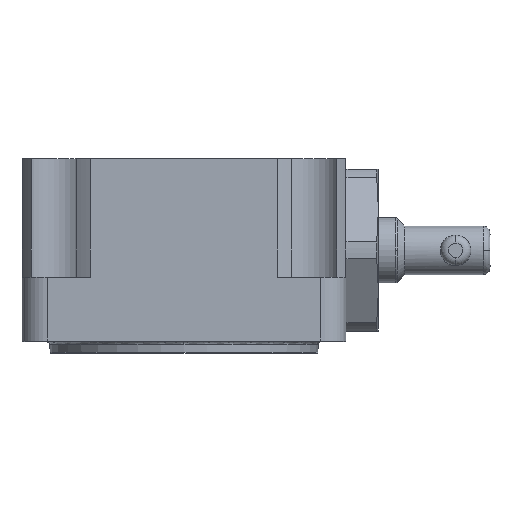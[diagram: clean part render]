
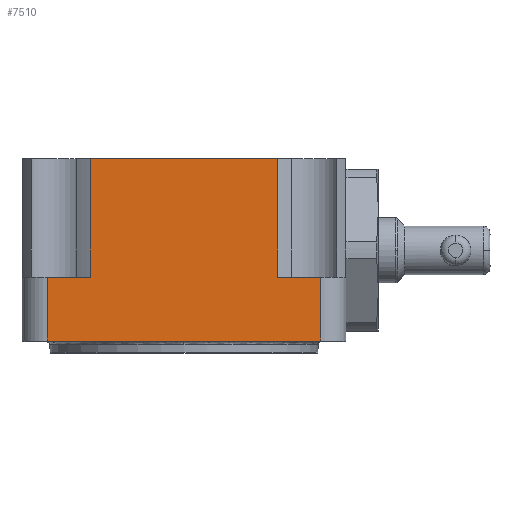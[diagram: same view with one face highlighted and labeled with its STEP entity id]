
A CAD part, left-side view. The second image highlights one B-rep face of the part: STEP entity #7510.
In plain terms, the highlighted planar face has unit normal (-1, 0, 0).
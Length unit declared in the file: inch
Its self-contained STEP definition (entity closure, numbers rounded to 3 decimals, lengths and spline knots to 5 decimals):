
#66 = VERTEX_POINT ( 'NONE', #6482 ) ;
#135 = EDGE_CURVE ( 'NONE', #405, #2422, #5889, .T. ) ;
#184 = VECTOR ( 'NONE', #1166, 39.37008 ) ;
#361 = CARTESIAN_POINT ( 'NONE',  ( -1., 0.844, 0.4 ) ) ;
#375 = VECTOR ( 'NONE', #2953, 39.37008 ) ;
#405 = VERTEX_POINT ( 'NONE', #6738 ) ;
#684 = EDGE_CURVE ( 'NONE', #7430, #66, #5762, .T. ) ;
#793 = VECTOR ( 'NONE', #3813, 39.37008 ) ;
#831 = CARTESIAN_POINT ( 'NONE',  ( -1., 0.57735, 1.13 ) ) ;
#1166 = DIRECTION ( 'NONE',  ( 0., 1., 0. ) ) ;
#1324 = LINE ( 'NONE', #8906, #8367 ) ;
#1411 = DIRECTION ( 'NONE',  ( 0., 0., 1. ) ) ;
#1429 = EDGE_CURVE ( 'NONE', #4149, #405, #1324, .T. ) ;
#1467 = LINE ( 'NONE', #2120, #2128 ) ;
#1496 = VECTOR ( 'NONE', #6732, 39.37008 ) ;
#1651 = VERTEX_POINT ( 'NONE', #2320 ) ;
#1822 = ORIENTED_EDGE ( 'NONE', *, *, #1429, .T. ) ;
#2028 = ORIENTED_EDGE ( 'NONE', *, *, #6921, .F. ) ;
#2055 = CARTESIAN_POINT ( 'NONE',  ( -1., 0.57735, 0.4 ) ) ;
#2120 = CARTESIAN_POINT ( 'NONE',  ( -1., -0.57735, 34.05 ) ) ;
#2128 = VECTOR ( 'NONE', #4484, 39.37008 ) ;
#2129 = EDGE_LOOP ( 'NONE', ( #7057, #5378, #9358, #8414, #7154, #1822, #4981, #2028 ) ) ;
#2212 = LINE ( 'NONE', #831, #375 ) ;
#2320 = CARTESIAN_POINT ( 'NONE',  ( -1., 0.844, 0.005 ) ) ;
#2422 = VERTEX_POINT ( 'NONE', #7603 ) ;
#2540 = LINE ( 'NONE', #361, #6794 ) ;
#2943 = LINE ( 'NONE', #6547, #1496 ) ;
#2953 = DIRECTION ( 'NONE',  ( 0., -1., 0. ) ) ;
#3001 = CARTESIAN_POINT ( 'NONE',  ( -1., -0.844, 0.005 ) ) ;
#3046 = DIRECTION ( 'NONE',  ( -1., 0., 0. ) ) ;
#3088 = AXIS2_PLACEMENT_3D ( 'NONE', #8349, #3046, #7615 ) ;
#3214 = VERTEX_POINT ( 'NONE', #4868 ) ;
#3375 = DIRECTION ( 'NONE',  ( 0., 0., -1. ) ) ;
#3596 = EDGE_CURVE ( 'NONE', #66, #1651, #2540, .T. ) ;
#3813 = DIRECTION ( 'NONE',  ( 0., 1., 0. ) ) ;
#3837 = EDGE_CURVE ( 'NONE', #1651, #4149, #6640, .T. ) ;
#4149 = VERTEX_POINT ( 'NONE', #3001 ) ;
#4381 = CARTESIAN_POINT ( 'NONE',  ( -1., 0.844, 0.005 ) ) ;
#4484 = DIRECTION ( 'NONE',  ( 0., 0., -1. ) ) ;
#4673 = FACE_OUTER_BOUND ( 'NONE', #2129, .T. ) ;
#4763 = VECTOR ( 'NONE', #9542, 39.37008 ) ;
#4868 = CARTESIAN_POINT ( 'NONE',  ( -1., 0.57735, 1.13 ) ) ;
#4981 = ORIENTED_EDGE ( 'NONE', *, *, #135, .T. ) ;
#5378 = ORIENTED_EDGE ( 'NONE', *, *, #7365, .T. ) ;
#5756 = CARTESIAN_POINT ( 'NONE',  ( -1., -0.57735, 1.13 ) ) ;
#5762 = LINE ( 'NONE', #2055, #184 ) ;
#5889 = LINE ( 'NONE', #6769, #793 ) ;
#5944 = VERTEX_POINT ( 'NONE', #5756 ) ;
#6482 = CARTESIAN_POINT ( 'NONE',  ( -1., 0.844, 0.4 ) ) ;
#6547 = CARTESIAN_POINT ( 'NONE',  ( -1., 0.57735, 1.13 ) ) ;
#6640 = LINE ( 'NONE', #4381, #4763 ) ;
#6685 = CARTESIAN_POINT ( 'NONE',  ( -1., 0.57735, 0.4 ) ) ;
#6732 = DIRECTION ( 'NONE',  ( 0., 0., -1. ) ) ;
#6738 = CARTESIAN_POINT ( 'NONE',  ( -1., -0.844, 0.4 ) ) ;
#6769 = CARTESIAN_POINT ( 'NONE',  ( -1., -0.844, 0.4 ) ) ;
#6794 = VECTOR ( 'NONE', #3375, 39.37008 ) ;
#6921 = EDGE_CURVE ( 'NONE', #5944, #2422, #1467, .T. ) ;
#7057 = ORIENTED_EDGE ( 'NONE', *, *, #8533, .F. ) ;
#7154 = ORIENTED_EDGE ( 'NONE', *, *, #3837, .T. ) ;
#7365 = EDGE_CURVE ( 'NONE', #3214, #7430, #2943, .T. ) ;
#7430 = VERTEX_POINT ( 'NONE', #6685 ) ;
#7510 = ADVANCED_FACE ( 'NONE', ( #4673 ), #9045, .T. ) ;
#7603 = CARTESIAN_POINT ( 'NONE',  ( -1., -0.57735, 0.4 ) ) ;
#7615 = DIRECTION ( 'NONE',  ( 0., 0.003, 1. ) ) ;
#8349 = CARTESIAN_POINT ( 'NONE',  ( -1., -0.844, 0. ) ) ;
#8367 = VECTOR ( 'NONE', #1411, 39.37008 ) ;
#8414 = ORIENTED_EDGE ( 'NONE', *, *, #3596, .T. ) ;
#8533 = EDGE_CURVE ( 'NONE', #3214, #5944, #2212, .T. ) ;
#8906 = CARTESIAN_POINT ( 'NONE',  ( -1., -0.844, 0.005 ) ) ;
#9045 = PLANE ( 'NONE',  #3088 ) ;
#9358 = ORIENTED_EDGE ( 'NONE', *, *, #684, .T. ) ;
#9542 = DIRECTION ( 'NONE',  ( 0., -1., 0. ) ) ;
